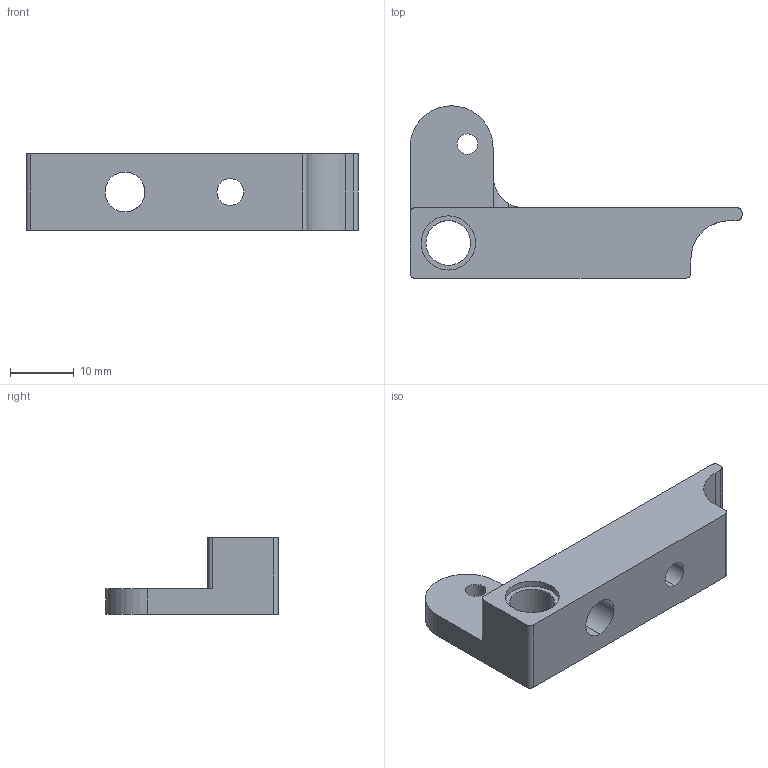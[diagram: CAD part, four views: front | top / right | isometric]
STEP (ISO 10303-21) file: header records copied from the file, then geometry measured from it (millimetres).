
FILE_DESCRIPTION (( 'STEP AP214' ), '1' );
FILE_NAME ('levier serrage.STEP', '2021-03-10T09:29:08', ( '' ), ( '' ), 'SwSTEP 2.0', 'SolidWorks 2016', '' );
FILE_SCHEMA (( 'AUTOMOTIVE_DESIGN' ));
Length unit declared in the file: millimetre
Products named in the file (1): levier serrage
Bounding box: 52 x 27 x 12 mm (x, y, z)
Volume: 5861.4 mm3; surface area: 3452.9 mm2
Topology: 1 solids, 1 shells, 30 faces, 84 edges, 56 vertices
Faces by surface type: cylinder 18, plane 12
Entity records: 1095 total; most frequent: CARTESIAN_POINT 191, DIRECTION 181, ORIENTED_EDGE 168, EDGE_CURVE 84, AXIS2_PLACEMENT_3D 68, VERTEX_POINT 56, VECTOR 45, LINE 45
